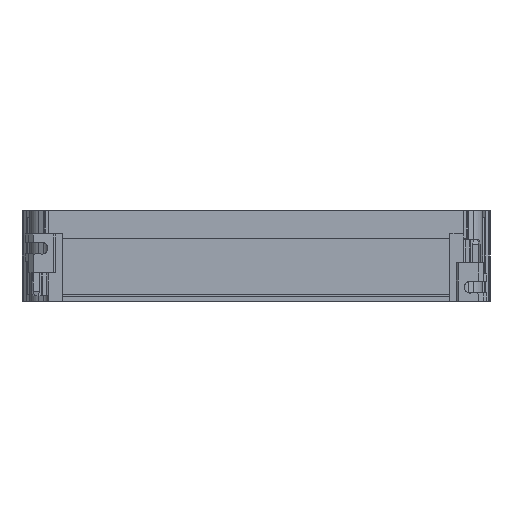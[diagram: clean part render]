
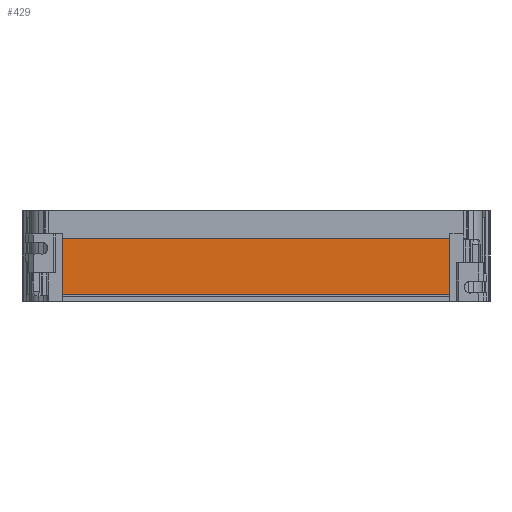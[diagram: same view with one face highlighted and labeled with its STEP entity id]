
A CAD part, front view. The second image highlights one B-rep face of the part: STEP entity #429.
In plain terms, the highlighted planar face has unit normal (0, -1, 0).
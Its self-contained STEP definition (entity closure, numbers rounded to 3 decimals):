
#429=ADVANCED_FACE('',(#842),#633,.F.);
#633=PLANE('',#5108);
#842=FACE_OUTER_BOUND('',#1079,.T.);
#1079=EDGE_LOOP('',(#1804,#1805,#1806,#1807));
#1804=ORIENTED_EDGE('',*,*,#3410,.T.);
#1805=ORIENTED_EDGE('',*,*,#3411,.T.);
#1806=ORIENTED_EDGE('',*,*,#3412,.F.);
#1807=ORIENTED_EDGE('',*,*,#3413,.T.);
#2837=VERTEX_POINT('',#7283);
#2838=VERTEX_POINT('',#7284);
#2839=VERTEX_POINT('',#7286);
#2840=VERTEX_POINT('',#7288);
#3410=EDGE_CURVE('',#2837,#2838,#4033,.T.);
#3411=EDGE_CURVE('',#2838,#2839,#4034,.T.);
#3412=EDGE_CURVE('',#2840,#2839,#4035,.T.);
#3413=EDGE_CURVE('',#2840,#2837,#4036,.T.);
#4033=LINE('',#7282,#4598);
#4034=LINE('',#7285,#4599);
#4035=LINE('',#7287,#4600);
#4036=LINE('',#7289,#4601);
#4598=VECTOR('',#5893,1.);
#4599=VECTOR('',#5894,1.);
#4600=VECTOR('',#5895,1.);
#4601=VECTOR('',#5896,1.);
#5108=AXIS2_PLACEMENT_3D('',#7290,#5897,#5898);
#5893=DIRECTION('',(0.,0.,1.));
#5894=DIRECTION('',(-1.,0.,0.));
#5895=DIRECTION('',(0.,0.,1.));
#5896=DIRECTION('',(1.,0.,0.));
#5897=DIRECTION('',(0.,1.,0.));
#5898=DIRECTION('',(-1.,0.,0.));
#7282=CARTESIAN_POINT('',(42.59,-13.7,1.55));
#7283=CARTESIAN_POINT('',(42.59,-13.7,1.55));
#7284=CARTESIAN_POINT('',(42.59,-13.7,18.5));
#7285=CARTESIAN_POINT('',(42.59,-13.7,18.5));
#7286=CARTESIAN_POINT('',(-42.59,-13.7,18.5));
#7287=CARTESIAN_POINT('',(-42.59,-13.7,1.55));
#7288=CARTESIAN_POINT('',(-42.59,-13.7,1.55));
#7289=CARTESIAN_POINT('',(-42.59,-13.7,1.55));
#7290=CARTESIAN_POINT('',(46.849,-13.7,0.702));
